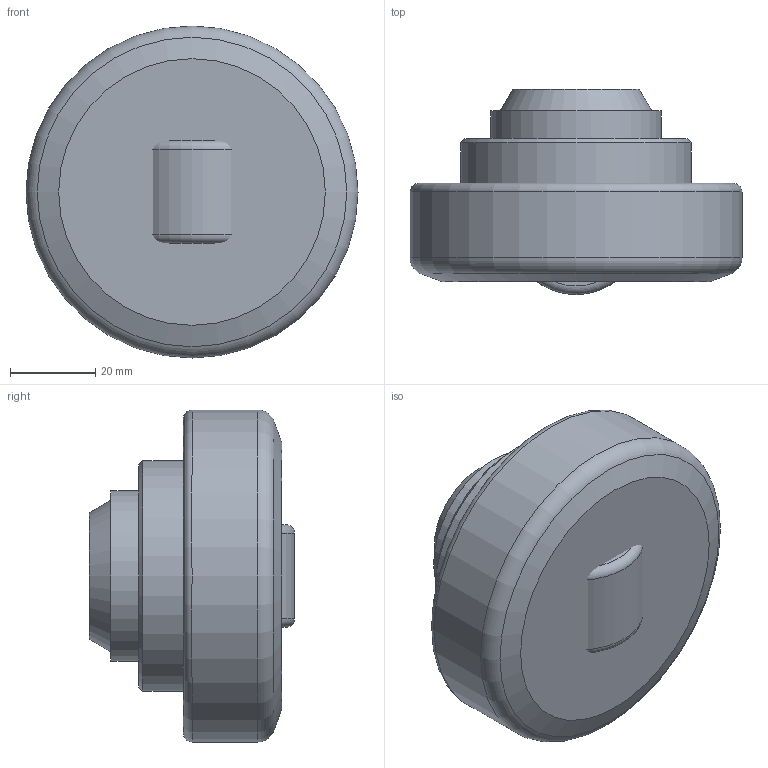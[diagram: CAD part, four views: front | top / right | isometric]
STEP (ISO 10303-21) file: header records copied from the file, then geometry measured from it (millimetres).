
FILE_DESCRIPTION(/* description */ (''),/* implementation_level */ '2;1');
FILE_NAME(/* name */ '4-056 v7.step',/* time_stamp */ '2020-01-29T11:12:34+00:00',/* author */ (''),/* organization */ (''),/* preprocessor_version */ 'ST-DEVELOPER v18',/* originating_system */ 'Autodesk Translation Framework v8.6.0.1094',/* authorisation */ '');
FILE_SCHEMA (('AUTOMOTIVE_DESIGN { 1 0 10303 214 3 1 1 }'));
Length unit declared in the file: millimetre
Products named in the file (1): 4-056
Bounding box: 77.7 x 48 x 77.7 mm (x, y, z)
Volume: 160211.5 mm3; surface area: 25165.4 mm2
Topology: 3 solids, 3 shells, 19 faces, 46 edges, 35 vertices
Faces by surface type: plane 8, torus 4, cylinder 4, cone 3
Full cylindrical faces by diameter (mm): 30.9 x1, 40 x1, 54 x1, 77.7 x1
Entity records: 634 total; most frequent: DIRECTION 125, CARTESIAN_POINT 101, ORIENTED_EDGE 92, AXIS2_PLACEMENT_3D 59, EDGE_CURVE 46, CIRCLE 39, VERTEX_POINT 35, EDGE_LOOP 21
